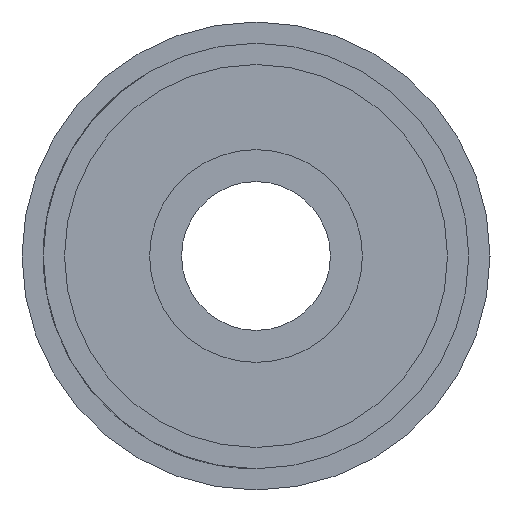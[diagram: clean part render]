
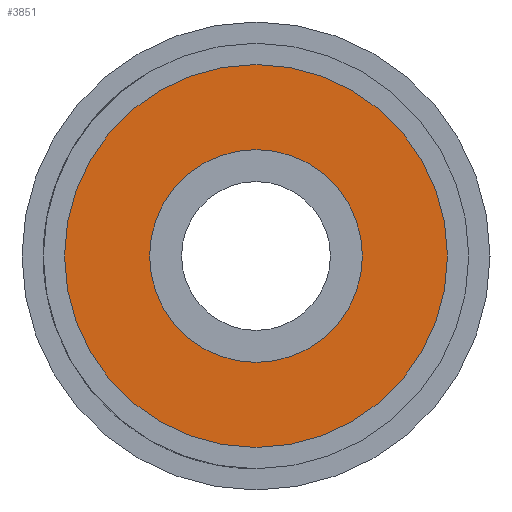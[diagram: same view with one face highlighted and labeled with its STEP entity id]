
A CAD part, left-side view. The second image highlights one B-rep face of the part: STEP entity #3851.
In plain terms, the highlighted planar face has unit normal (-1, 0, 0).
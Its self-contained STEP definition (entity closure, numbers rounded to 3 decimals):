
#62 = DIRECTION ( 'NONE',  ( -1., 0., 0. ) ) ;
#158 = DIRECTION ( 'NONE',  ( -1., 0., 0. ) ) ;
#159 = CIRCLE ( 'NONE', #4181, 4.5 ) ;
#182 = CARTESIAN_POINT ( 'NONE',  ( 0., 0., 0. ) ) ;
#234 = VERTEX_POINT ( 'NONE', #1766 ) ;
#274 = AXIS2_PLACEMENT_3D ( 'NONE', #6613, #6578, #1220 ) ;
#687 = DIRECTION ( 'NONE',  ( 0., 0., 1. ) ) ;
#923 = AXIS2_PLACEMENT_3D ( 'NONE', #1967, #158, #2555 ) ;
#952 = DIRECTION ( 'NONE',  ( -1., 0., 0. ) ) ;
#994 = EDGE_CURVE ( 'NONE', #4934, #1527, #4418, .T. ) ;
#1021 = CIRCLE ( 'NONE', #274, 2.5 ) ;
#1220 = DIRECTION ( 'NONE',  ( 0., 0., 1. ) ) ;
#1323 = EDGE_CURVE ( 'NONE', #7315, #234, #1021, .T. ) ;
#1527 = VERTEX_POINT ( 'NONE', #6195 ) ;
#1766 = CARTESIAN_POINT ( 'NONE',  ( 0., 0., 2.5 ) ) ;
#1877 = ORIENTED_EDGE ( 'NONE', *, *, #1323, .F. ) ;
#1967 = CARTESIAN_POINT ( 'NONE',  ( 0., 0., 0. ) ) ;
#2000 = CARTESIAN_POINT ( 'NONE',  ( 0., 0., -2.5 ) ) ;
#2555 = DIRECTION ( 'NONE',  ( 0., 0., 1. ) ) ;
#2762 = CARTESIAN_POINT ( 'NONE',  ( 0., 0., 0. ) ) ;
#2843 = DIRECTION ( 'NONE',  ( 0., 0., 1. ) ) ;
#2980 = DIRECTION ( 'NONE',  ( 1., 0., 0. ) ) ;
#3018 = FACE_BOUND ( 'NONE', #3484, .T. ) ;
#3062 = CARTESIAN_POINT ( 'NONE',  ( 0., 0., 0. ) ) ;
#3208 = ORIENTED_EDGE ( 'NONE', *, *, #994, .T. ) ;
#3484 = EDGE_LOOP ( 'NONE', ( #4677, #1877 ) ) ;
#3536 = DIRECTION ( 'NONE',  ( 0., 0., -1. ) ) ;
#3851 = ADVANCED_FACE ( 'NONE', ( #3018, #4801 ), #4283, .F. ) ;
#4181 = AXIS2_PLACEMENT_3D ( 'NONE', #2762, #952, #2843 ) ;
#4283 = PLANE ( 'NONE',  #6946 ) ;
#4418 = CIRCLE ( 'NONE', #6919, 4.5 ) ;
#4677 = ORIENTED_EDGE ( 'NONE', *, *, #5039, .F. ) ;
#4786 = EDGE_CURVE ( 'NONE', #1527, #4934, #159, .T. ) ;
#4801 = FACE_OUTER_BOUND ( 'NONE', #5617, .T. ) ;
#4934 = VERTEX_POINT ( 'NONE', #7400 ) ;
#5039 = EDGE_CURVE ( 'NONE', #234, #7315, #6825, .T. ) ;
#5617 = EDGE_LOOP ( 'NONE', ( #3208, #5915 ) ) ;
#5915 = ORIENTED_EDGE ( 'NONE', *, *, #4786, .T. ) ;
#6195 = CARTESIAN_POINT ( 'NONE',  ( 0., 0., -4.5 ) ) ;
#6578 = DIRECTION ( 'NONE',  ( -1., 0., 0. ) ) ;
#6613 = CARTESIAN_POINT ( 'NONE',  ( 0., 0., 0. ) ) ;
#6825 = CIRCLE ( 'NONE', #923, 2.5 ) ;
#6919 = AXIS2_PLACEMENT_3D ( 'NONE', #182, #62, #687 ) ;
#6946 = AXIS2_PLACEMENT_3D ( 'NONE', #3062, #2980, #3536 ) ;
#7315 = VERTEX_POINT ( 'NONE', #2000 ) ;
#7400 = CARTESIAN_POINT ( 'NONE',  ( 0., 0., 4.5 ) ) ;
